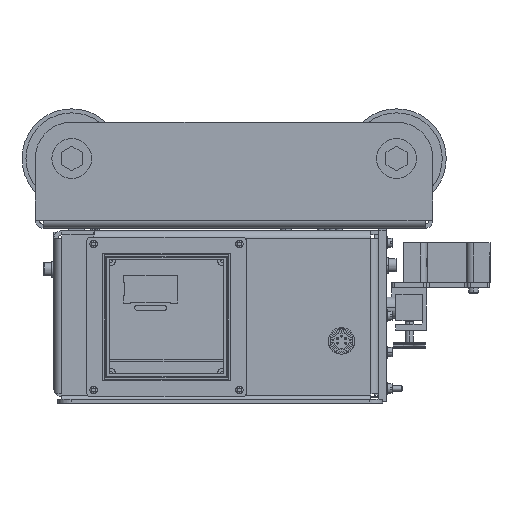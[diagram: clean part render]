
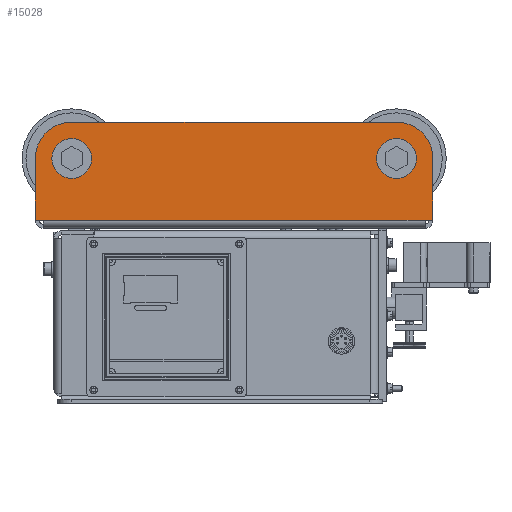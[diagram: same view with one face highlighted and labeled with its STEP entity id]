
A CAD part, left-side view. The second image highlights one B-rep face of the part: STEP entity #15028.
In plain terms, the highlighted face is planar.
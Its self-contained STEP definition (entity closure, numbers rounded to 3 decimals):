
#11892=CARTESIAN_POINT('',(279.0,139.5,19.9));
#11893=VERTEX_POINT('',#11892);
#11902=CARTESIAN_POINT('',(279.0,139.5,30.1));
#11903=VERTEX_POINT('',#11902);
#11904=CARTESIAN_POINT('',(279.0,139.5,25.0));
#11905=DIRECTION('',(-1.0,0.0,0.0));
#11906=DIRECTION('',(0.0,0.0,-1.0));
#11907=AXIS2_PLACEMENT_3D('',#11904,#11905,#11906);
#11908=CIRCLE('',#11907,5.1);
#11909=EDGE_CURVE('',#11903,#11893,#11908,.T.);
#12865=CARTESIAN_POINT('',(279.0,167.0,25.0));
#12866=VERTEX_POINT('',#12865);
#12873=CARTESIAN_POINT('',(279.0,167.0,-21.5));
#12874=VERTEX_POINT('',#12873);
#12875=CARTESIAN_POINT('',(279.0,167.0,-21.5));
#12876=DIRECTION('',(0.0,0.0,1.0));
#12877=VECTOR('',#12876,46.5);
#12878=LINE('',#12875,#12877);
#12879=EDGE_CURVE('',#12874,#12866,#12878,.T.);
#13111=CARTESIAN_POINT('',(279.0,-133.0,-21.5));
#13112=VERTEX_POINT('',#13111);
#13119=CARTESIAN_POINT('',(279.0,-133.0,25.0));
#13120=VERTEX_POINT('',#13119);
#13121=CARTESIAN_POINT('',(279.0,-133.0,-21.5));
#13122=DIRECTION('',(0.0,0.0,1.0));
#13123=VECTOR('',#13122,46.5);
#13124=LINE('',#13121,#13123);
#13125=EDGE_CURVE('',#13112,#13120,#13124,.T.);
#13244=CARTESIAN_POINT('',(279.0,-105.5,52.5));
#13245=VERTEX_POINT('',#13244);
#13246=CARTESIAN_POINT('',(279.0,-105.5,25.0));
#13247=DIRECTION('',(-1.,0.0,0.0));
#13248=DIRECTION('',(0.0,-0.707,0.707));
#13249=AXIS2_PLACEMENT_3D('',#13246,#13247,#13248);
#13250=CIRCLE('',#13249,27.5);
#13251=EDGE_CURVE('',#13120,#13245,#13250,.T.);
#13404=CARTESIAN_POINT('',(279.0,139.5,52.5));
#13405=VERTEX_POINT('',#13404);
#13406=CARTESIAN_POINT('',(279.0,139.5,52.5));
#13407=DIRECTION('',(0.0,-1.0,0.0));
#13408=VECTOR('',#13407,245.0);
#13409=LINE('',#13406,#13408);
#13410=EDGE_CURVE('',#13405,#13245,#13409,.T.);
#13427=CARTESIAN_POINT('',(279.0,139.5,25.0));
#13428=DIRECTION('',(-1.,0.0,0.0));
#13429=DIRECTION('',(0.0,0.707,0.707));
#13430=AXIS2_PLACEMENT_3D('',#13427,#13428,#13429);
#13431=CIRCLE('',#13430,27.5);
#13432=EDGE_CURVE('',#13405,#12866,#13431,.T.);
#14026=CARTESIAN_POINT('',(279.,-100.4,23.0));
#14027=VERTEX_POINT('',#14026);
#14034=CARTESIAN_POINT('',(279.,-100.4,25.0));
#14035=VERTEX_POINT('',#14034);
#14036=CARTESIAN_POINT('',(279.,-100.4,25.0));
#14037=DIRECTION('',(0.0,0.0,-1.0));
#14038=VECTOR('',#14037,2.0);
#14039=LINE('',#14036,#14038);
#14040=EDGE_CURVE('',#14035,#14027,#14039,.T.);
#14079=CARTESIAN_POINT('',(279.,-110.6,23.0));
#14080=VERTEX_POINT('',#14079);
#14087=CARTESIAN_POINT('',(279.,-105.5,23.0));
#14088=DIRECTION('',(-1.0,0.0,0.0));
#14089=DIRECTION('',(0.0,0.0,-1.0));
#14090=AXIS2_PLACEMENT_3D('',#14087,#14088,#14089);
#14091=CIRCLE('',#14090,5.1);
#14092=EDGE_CURVE('',#14027,#14080,#14091,.T.);
#14122=CARTESIAN_POINT('',(279.,-110.6,25.0));
#14123=VERTEX_POINT('',#14122);
#14124=CARTESIAN_POINT('',(279.,-105.5,25.0));
#14125=DIRECTION('',(-1.0,0.0,0.0));
#14126=DIRECTION('',(0.0,0.0,-1.0));
#14127=AXIS2_PLACEMENT_3D('',#14124,#14125,#14126);
#14128=CIRCLE('',#14127,5.1);
#14129=EDGE_CURVE('',#14123,#14035,#14128,.T.);
#14147=CARTESIAN_POINT('',(279.,-110.6,23.0));
#14148=DIRECTION('',(0.0,0.0,1.0));
#14149=VECTOR('',#14148,2.0);
#14150=LINE('',#14147,#14149);
#14151=EDGE_CURVE('',#14080,#14123,#14150,.T.);
#14194=CARTESIAN_POINT('',(279.0,139.5,25.0));
#14195=DIRECTION('',(-1.0,0.0,0.0));
#14196=DIRECTION('',(0.0,0.0,-1.0));
#14197=AXIS2_PLACEMENT_3D('',#14194,#14195,#14196);
#14198=CIRCLE('',#14197,5.1);
#14199=EDGE_CURVE('',#11893,#11903,#14198,.T.);
#14422=CARTESIAN_POINT('',(279.0,-127.0,-21.5));
#14423=VERTEX_POINT('',#14422);
#14430=CARTESIAN_POINT('',(279.0,-127.0,-21.5));
#14431=DIRECTION('',(0.0,-1.0,0.0));
#14432=VECTOR('',#14431,6.0);
#14433=LINE('',#14430,#14432);
#14434=EDGE_CURVE('',#14423,#13112,#14433,.T.);
#14564=CARTESIAN_POINT('',(279.0,161.,-21.5));
#14565=VERTEX_POINT('',#14564);
#14621=CARTESIAN_POINT('',(279.0,167.0,-21.5));
#14622=DIRECTION('',(0.0,-1.0,0.0));
#14623=VECTOR('',#14622,6.);
#14624=LINE('',#14621,#14623);
#14625=EDGE_CURVE('',#12874,#14565,#14624,.T.);
#14762=CARTESIAN_POINT('',(279.0,161.,-21.5));
#14763=DIRECTION('',(0.0,-1.0,0.0));
#14764=VECTOR('',#14763,288.0);
#14765=LINE('',#14762,#14764);
#14766=EDGE_CURVE('',#14565,#14423,#14765,.T.);
#15003=CARTESIAN_POINT('',(279.0,133.0,-27.5));
#15004=DIRECTION('',(1.0,0.0,0.0));
#15005=DIRECTION('',(0.0,0.0,-1.0));
#15006=AXIS2_PLACEMENT_3D('',#15003,#15004,#15005);
#15007=PLANE('',#15006);
#15008=ORIENTED_EDGE('',*,*,#13251,.F.);
#15009=ORIENTED_EDGE('',*,*,#13125,.F.);
#15010=ORIENTED_EDGE('',*,*,#14434,.F.);
#15011=ORIENTED_EDGE('',*,*,#14766,.F.);
#15012=ORIENTED_EDGE('',*,*,#14625,.F.);
#15013=ORIENTED_EDGE('',*,*,#12879,.T.);
#15014=ORIENTED_EDGE('',*,*,#13432,.F.);
#15015=ORIENTED_EDGE('',*,*,#13410,.T.);
#15016=EDGE_LOOP('',(#15008,#15009,#15010,#15011,#15012,#15013,#15014,#15015));
#15017=FACE_OUTER_BOUND('',#15016,.T.);
#15018=ORIENTED_EDGE('',*,*,#14151,.T.);
#15019=ORIENTED_EDGE('',*,*,#14129,.T.);
#15020=ORIENTED_EDGE('',*,*,#14040,.T.);
#15021=ORIENTED_EDGE('',*,*,#14092,.T.);
#15022=EDGE_LOOP('',(#15018,#15019,#15020,#15021));
#15023=FACE_BOUND('',#15022,.T.);
#15024=ORIENTED_EDGE('',*,*,#14199,.T.);
#15025=ORIENTED_EDGE('',*,*,#11909,.T.);
#15026=EDGE_LOOP('',(#15024,#15025));
#15027=FACE_BOUND('',#15026,.T.);
#15028=ADVANCED_FACE('',(#15017,#15023,#15027),#15007,.T.);
